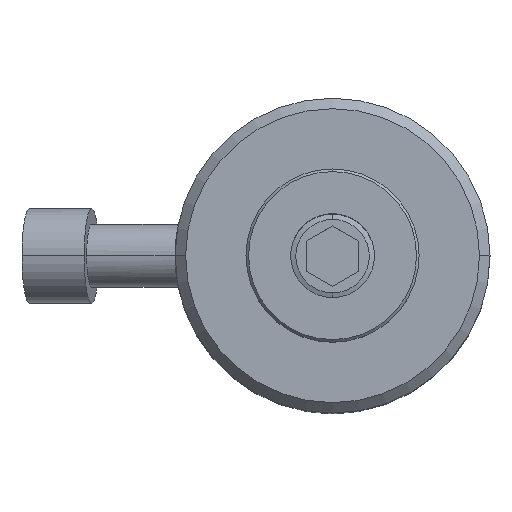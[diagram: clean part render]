
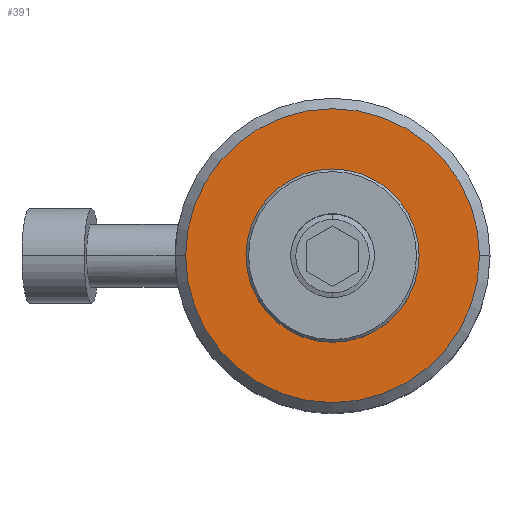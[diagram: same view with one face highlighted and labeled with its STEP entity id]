
A CAD part, top view. The second image highlights one B-rep face of the part: STEP entity #391.
In plain terms, the highlighted planar face has unit normal (0, 0, 1).
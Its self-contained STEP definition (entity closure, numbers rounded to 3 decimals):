
#52 = AXIS2_PLACEMENT_3D ( 'NONE', #728, #846, #1528 ) ;
#105 = DIRECTION ( 'NONE',  ( 0., 0., 1. ) ) ;
#139 = EDGE_LOOP ( 'NONE', ( #1920, #1174 ) ) ;
#244 = DIRECTION ( 'NONE',  ( 1., 0., 0. ) ) ;
#293 = CARTESIAN_POINT ( 'NONE',  ( 0., -30., 70. ) ) ;
#295 = EDGE_CURVE ( 'NONE', #937, #793, #1819, .T. ) ;
#391 = ADVANCED_FACE ( 'NONE', ( #1391, #1632 ), #814, .F. ) ;
#409 = CIRCLE ( 'NONE', #2099, 28. ) ;
#484 = VERTEX_POINT ( 'NONE', #1111 ) ;
#559 = DIRECTION ( 'NONE',  ( 0., 0., 1. ) ) ;
#579 = AXIS2_PLACEMENT_3D ( 'NONE', #732, #105, #2052 ) ;
#707 = DIRECTION ( 'NONE',  ( 1., 0., 0. ) ) ;
#728 = CARTESIAN_POINT ( 'NONE',  ( 0., 0., 70. ) ) ;
#732 = CARTESIAN_POINT ( 'NONE',  ( 0., 0., 70. ) ) ;
#793 = VERTEX_POINT ( 'NONE', #1090 ) ;
#814 = PLANE ( 'NONE',  #1893 ) ;
#824 = EDGE_LOOP ( 'NONE', ( #1340, #2114 ) ) ;
#846 = DIRECTION ( 'NONE',  ( 0., 0., 1. ) ) ;
#937 = VERTEX_POINT ( 'NONE', #1020 ) ;
#1009 = VERTEX_POINT ( 'NONE', #1418 ) ;
#1020 = CARTESIAN_POINT ( 'NONE',  ( -16.5, 0., 70. ) ) ;
#1026 = CIRCLE ( 'NONE', #1367, 28. ) ;
#1090 = CARTESIAN_POINT ( 'NONE',  ( 16.5, 0., 70. ) ) ;
#1111 = CARTESIAN_POINT ( 'NONE',  ( 28., 0., 70. ) ) ;
#1174 = ORIENTED_EDGE ( 'NONE', *, *, #1424, .F. ) ;
#1223 = CARTESIAN_POINT ( 'NONE',  ( 0., 0., 70. ) ) ;
#1229 = CIRCLE ( 'NONE', #579, 16.5 ) ;
#1340 = ORIENTED_EDGE ( 'NONE', *, *, #1627, .T. ) ;
#1364 = DIRECTION ( 'NONE',  ( 0., 0., 1. ) ) ;
#1367 = AXIS2_PLACEMENT_3D ( 'NONE', #1223, #1364, #707 ) ;
#1391 = FACE_OUTER_BOUND ( 'NONE', #824, .T. ) ;
#1418 = CARTESIAN_POINT ( 'NONE',  ( -28., 0., 70. ) ) ;
#1424 = EDGE_CURVE ( 'NONE', #793, #937, #1229, .T. ) ;
#1467 = DIRECTION ( 'NONE',  ( 1., 0., 0. ) ) ;
#1528 = DIRECTION ( 'NONE',  ( -1., 0., 0. ) ) ;
#1626 = EDGE_CURVE ( 'NONE', #1009, #484, #409, .T. ) ;
#1627 = EDGE_CURVE ( 'NONE', #484, #1009, #1026, .T. ) ;
#1632 = FACE_BOUND ( 'NONE', #139, .T. ) ;
#1819 = CIRCLE ( 'NONE', #52, 16.5 ) ;
#1893 = AXIS2_PLACEMENT_3D ( 'NONE', #293, #2000, #1467 ) ;
#1897 = CARTESIAN_POINT ( 'NONE',  ( 0., 0., 70. ) ) ;
#1920 = ORIENTED_EDGE ( 'NONE', *, *, #295, .F. ) ;
#2000 = DIRECTION ( 'NONE',  ( 0., 0., -1. ) ) ;
#2052 = DIRECTION ( 'NONE',  ( -1., 0., 0. ) ) ;
#2099 = AXIS2_PLACEMENT_3D ( 'NONE', #1897, #559, #244 ) ;
#2114 = ORIENTED_EDGE ( 'NONE', *, *, #1626, .T. ) ;
